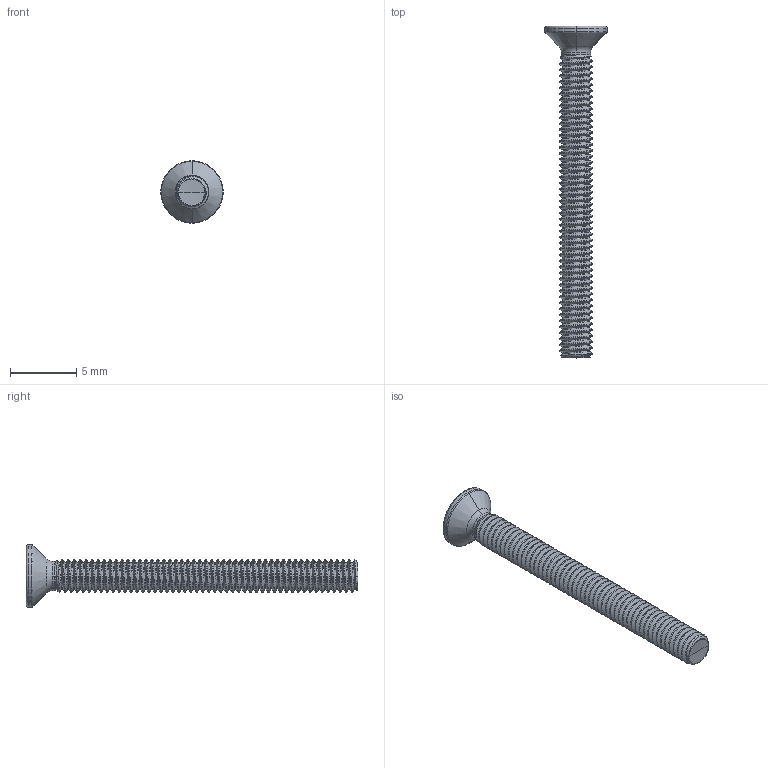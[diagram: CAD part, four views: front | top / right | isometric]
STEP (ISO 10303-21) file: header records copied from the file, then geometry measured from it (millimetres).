
FILE_DESCRIPTION (( 'STEP AP203' ), '1' );
FILE_NAME ('STM410250250.STEP', '2020-12-18T16:53:55', ( '' ), ( '' ), 'SwSTEP 2.0', 'SolidWorks 2015', '' );
FILE_SCHEMA (( 'CONFIG_CONTROL_DESIGN' ));
Length unit declared in the file: millimetre
Products named in the file (2): STM410250250
Bounding box: 4.7 x 25 x 4.7 mm (x, y, z)
Volume: 107.4 mm3; surface area: 321.9 mm2
Topology: 1 solids, 1 shells, 170 faces, 472 edges, 303 vertices
Faces by surface type: cylinder 123, bspline 18, cone 13, torus 12, sphere 2, plane 2
Entity records: 27474 total; most frequent: CARTESIAN_POINT 23762, ORIENTED_EDGE 940, DIRECTION 560, EDGE_CURVE 470, VERTEX_POINT 303, AXIS2_PLACEMENT_3D 213, EDGE_LOOP 171, FACE_OUTER_BOUND 170
